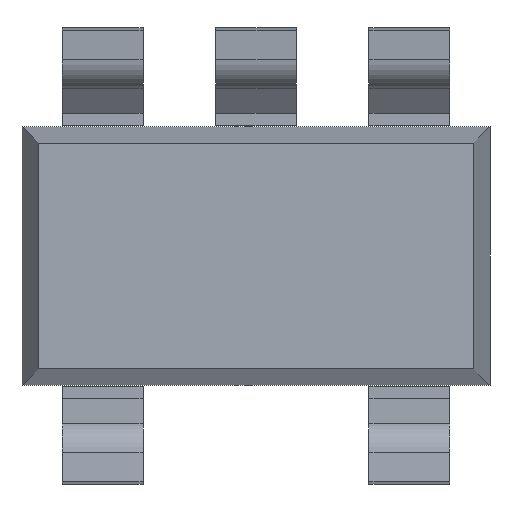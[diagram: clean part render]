
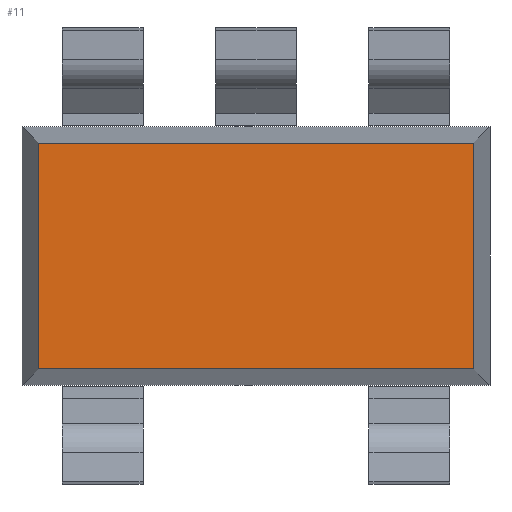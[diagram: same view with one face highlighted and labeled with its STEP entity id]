
A CAD part, front view. The second image highlights one B-rep face of the part: STEP entity #11.
In plain terms, the highlighted planar face has unit normal (0, -1, 0).
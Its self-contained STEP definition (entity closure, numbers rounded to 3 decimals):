
#11 = ADVANCED_FACE ( 'NONE', ( #123 ), #791, .T. ) ;
#105 = VERTEX_POINT ( 'NONE', #133 ) ;
#123 = FACE_OUTER_BOUND ( 'NONE', #865, .T. ) ;
#133 = CARTESIAN_POINT ( 'NONE',  ( 1.35, 0., 0.7 ) ) ;
#150 = CARTESIAN_POINT ( 'NONE',  ( -1.35, 0., -0.7 ) ) ;
#161 = VECTOR ( 'NONE', #705, 1000. ) ;
#184 = CARTESIAN_POINT ( 'NONE',  ( 0., 0., 0. ) ) ;
#194 = EDGE_CURVE ( 'NONE', #257, #200, #288, .T. ) ;
#200 = VERTEX_POINT ( 'NONE', #545 ) ;
#210 = VECTOR ( 'NONE', #518, 1000. ) ;
#221 = VECTOR ( 'NONE', #681, 1000. ) ;
#238 = CARTESIAN_POINT ( 'NONE',  ( 1.35, 0., -0.8 ) ) ;
#247 = AXIS2_PLACEMENT_3D ( 'NONE', #184, #787, #710 ) ;
#257 = VERTEX_POINT ( 'NONE', #150 ) ;
#265 = VECTOR ( 'NONE', #789, 1000. ) ;
#288 = LINE ( 'NONE', #862, #210 ) ;
#321 = EDGE_CURVE ( 'NONE', #257, #627, #363, .T. ) ;
#330 = CARTESIAN_POINT ( 'NONE',  ( -1.35, 0., 0.7 ) ) ;
#363 = LINE ( 'NONE', #819, #221 ) ;
#435 = EDGE_CURVE ( 'NONE', #627, #105, #533, .T. ) ;
#474 = ORIENTED_EDGE ( 'NONE', *, *, #321, .F. ) ;
#494 = ORIENTED_EDGE ( 'NONE', *, *, #835, .T. ) ;
#518 = DIRECTION ( 'NONE',  ( 1., 0., 0. ) ) ;
#533 = LINE ( 'NONE', #843, #265 ) ;
#545 = CARTESIAN_POINT ( 'NONE',  ( 1.35, 0., -0.7 ) ) ;
#549 = ORIENTED_EDGE ( 'NONE', *, *, #435, .F. ) ;
#627 = VERTEX_POINT ( 'NONE', #330 ) ;
#681 = DIRECTION ( 'NONE',  ( 0., 0., 1. ) ) ;
#692 = LINE ( 'NONE', #238, #161 ) ;
#705 = DIRECTION ( 'NONE',  ( 0., 0., 1. ) ) ;
#710 = DIRECTION ( 'NONE',  ( 0., 0., -1. ) ) ;
#764 = ORIENTED_EDGE ( 'NONE', *, *, #194, .T. ) ;
#787 = DIRECTION ( 'NONE',  ( 0., -1., 0. ) ) ;
#789 = DIRECTION ( 'NONE',  ( 1., 0., 0. ) ) ;
#791 = PLANE ( 'NONE',  #247 ) ;
#819 = CARTESIAN_POINT ( 'NONE',  ( -1.35, 0., -0.8 ) ) ;
#835 = EDGE_CURVE ( 'NONE', #200, #105, #692, .T. ) ;
#843 = CARTESIAN_POINT ( 'NONE',  ( -1.45, 0., 0.7 ) ) ;
#862 = CARTESIAN_POINT ( 'NONE',  ( -1.45, 0., -0.7 ) ) ;
#865 = EDGE_LOOP ( 'NONE', ( #764, #494, #549, #474 ) ) ;
